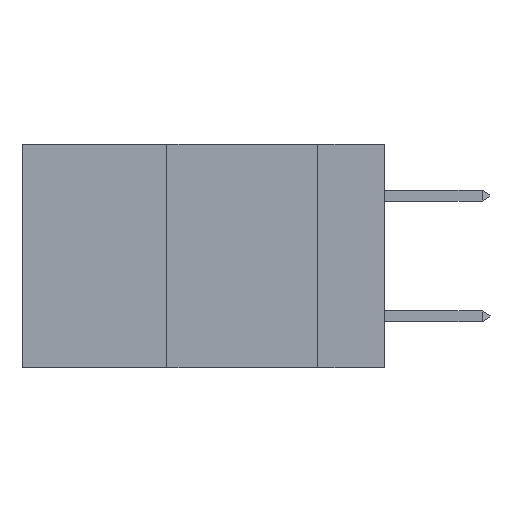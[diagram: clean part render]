
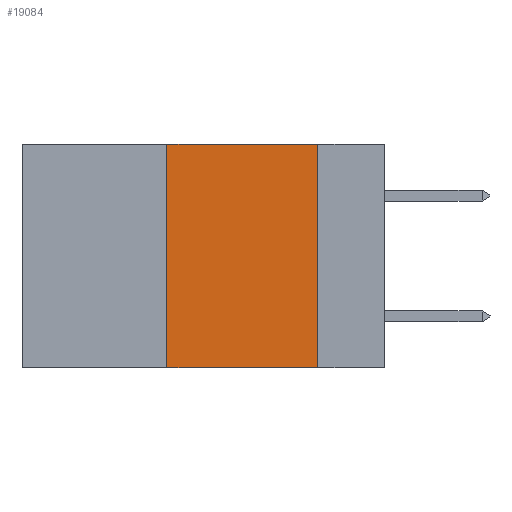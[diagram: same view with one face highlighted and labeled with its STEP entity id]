
A CAD part, left-side view. The second image highlights one B-rep face of the part: STEP entity #19084.
In plain terms, the highlighted planar face has unit normal (-1, 0, 0).
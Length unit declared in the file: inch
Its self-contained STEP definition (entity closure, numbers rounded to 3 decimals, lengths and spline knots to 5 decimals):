
#46 = CARTESIAN_POINT ( 'NONE',  ( 0., 0.36, 0. ) ) ;
#107 = ORIENTED_EDGE ( 'NONE', *, *, #20359, .F. ) ;
#1317 = ORIENTED_EDGE ( 'NONE', *, *, #2301, .T. ) ;
#1934 = ORIENTED_EDGE ( 'NONE', *, *, #8855, .F. ) ;
#2301 = EDGE_CURVE ( 'NONE', #26803, #10201, #21246, .T. ) ;
#2697 = ORIENTED_EDGE ( 'NONE', *, *, #5997, .F. ) ;
#2901 = DIRECTION ( 'NONE',  ( 0., 0., 1. ) ) ;
#5088 = VERTEX_POINT ( 'NONE', #46 ) ;
#5737 = CARTESIAN_POINT ( 'NONE',  ( 0., 0.6, -0.37 ) ) ;
#5997 = EDGE_CURVE ( 'NONE', #25174, #10201, #9576, .T. ) ;
#6757 = CARTESIAN_POINT ( 'NONE',  ( 0., 0.36, -0.37 ) ) ;
#7280 = CARTESIAN_POINT ( 'NONE',  ( 0., 0.36, 0. ) ) ;
#8855 = EDGE_CURVE ( 'NONE', #5088, #25174, #28233, .T. ) ;
#8956 = CARTESIAN_POINT ( 'NONE',  ( 0., 0.11, -0.37 ) ) ;
#8962 = VECTOR ( 'NONE', #2901, 39.37008 ) ;
#9576 = LINE ( 'NONE', #18452, #15792 ) ;
#9610 = VECTOR ( 'NONE', #26409, 39.37008 ) ;
#10201 = VERTEX_POINT ( 'NONE', #8956 ) ;
#10409 = AXIS2_PLACEMENT_3D ( 'NONE', #16143, #25761, #25320 ) ;
#15792 = VECTOR ( 'NONE', #21003, 39.37008 ) ;
#16143 = CARTESIAN_POINT ( 'NONE',  ( 0., 0.6, 0. ) ) ;
#18412 = LINE ( 'NONE', #7280, #8962 ) ;
#18452 = CARTESIAN_POINT ( 'NONE',  ( 0., 0.11, 0. ) ) ;
#18509 = EDGE_LOOP ( 'NONE', ( #2697, #1934, #107, #1317 ) ) ;
#18859 = PLANE ( 'NONE',  #10409 ) ;
#18992 = DIRECTION ( 'NONE',  ( 0., -1., 0. ) ) ;
#19084 = ADVANCED_FACE ( 'NONE', ( #27585 ), #18859, .F. ) ;
#20359 = EDGE_CURVE ( 'NONE', #26803, #5088, #18412, .T. ) ;
#21003 = DIRECTION ( 'NONE',  ( 0., 0., -1. ) ) ;
#21246 = LINE ( 'NONE', #5737, #22041 ) ;
#22041 = VECTOR ( 'NONE', #18992, 39.37008 ) ;
#23564 = CARTESIAN_POINT ( 'NONE',  ( 0., 0.6, 0. ) ) ;
#25174 = VERTEX_POINT ( 'NONE', #27841 ) ;
#25320 = DIRECTION ( 'NONE',  ( 0., 0., -1. ) ) ;
#25761 = DIRECTION ( 'NONE',  ( 1., 0., 0. ) ) ;
#26409 = DIRECTION ( 'NONE',  ( 0., -1., 0. ) ) ;
#26803 = VERTEX_POINT ( 'NONE', #6757 ) ;
#27585 = FACE_OUTER_BOUND ( 'NONE', #18509, .T. ) ;
#27841 = CARTESIAN_POINT ( 'NONE',  ( 0., 0.11, 0. ) ) ;
#28233 = LINE ( 'NONE', #23564, #9610 ) ;
